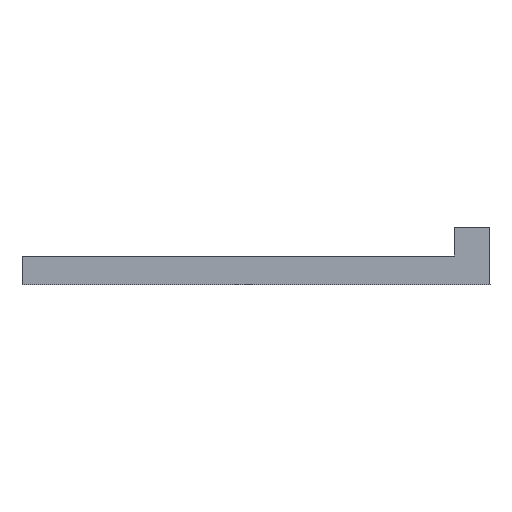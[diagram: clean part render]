
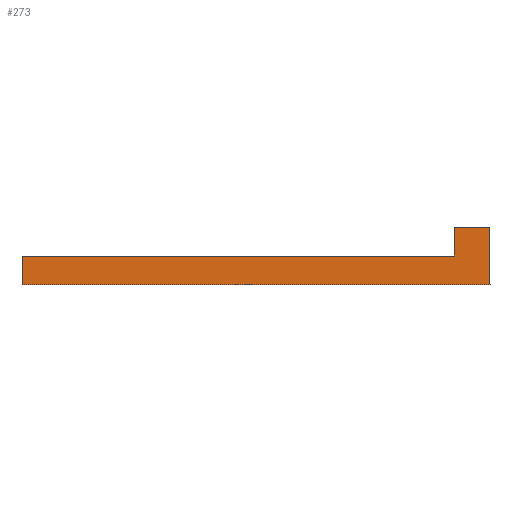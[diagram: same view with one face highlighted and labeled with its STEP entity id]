
A CAD part, front view. The second image highlights one B-rep face of the part: STEP entity #273.
In plain terms, the highlighted planar face has unit normal (0, -1, 0).
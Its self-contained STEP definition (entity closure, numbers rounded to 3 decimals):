
#218=CARTESIAN_POINT('',(352.495,1206.5,488.));
#219=DIRECTION('',(0.,-1.,0.));
#220=DIRECTION('',(1.,0.,0.));
#221=AXIS2_PLACEMENT_3D('',#218,#219,#220);
#222=PLANE('',#221);
#223=CARTESIAN_POINT('',(290.,1206.5,480.));
#224=VERTEX_POINT('',#223);
#225=CARTESIAN_POINT('',(354.989,1206.5,480.));
#226=VERTEX_POINT('',#225);
#227=CARTESIAN_POINT('',(290.,1206.5,480.));
#228=DIRECTION('',(1.,0.,-0.));
#229=VECTOR('',#228,64.989);
#230=LINE('',#227,#229);
#231=EDGE_CURVE('',#224,#226,#230,.T.);
#232=ORIENTED_EDGE('',*,*,#231,.T.);
#233=CARTESIAN_POINT('',(354.989,1206.5,488.));
#234=VERTEX_POINT('',#233);
#235=CARTESIAN_POINT('',(354.989,1206.5,488.));
#236=DIRECTION('',(-0.,-0.,-1.));
#237=VECTOR('',#236,8.);
#238=LINE('',#235,#237);
#239=EDGE_CURVE('',#234,#226,#238,.T.);
#240=ORIENTED_EDGE('',*,*,#239,.F.);
#241=CARTESIAN_POINT('',(350.,1206.5,488.));
#242=VERTEX_POINT('',#241);
#243=CARTESIAN_POINT('',(350.,1206.5,488.));
#244=DIRECTION('',(1.,0.,-0.));
#245=VECTOR('',#244,4.989);
#246=LINE('',#243,#245);
#247=EDGE_CURVE('',#242,#234,#246,.T.);
#248=ORIENTED_EDGE('',*,*,#247,.F.);
#249=CARTESIAN_POINT('',(350.,1206.5,484.));
#250=VERTEX_POINT('',#249);
#251=CARTESIAN_POINT('',(350.,1206.5,488.));
#252=DIRECTION('',(-0.,-0.,-1.));
#253=VECTOR('',#252,4.);
#254=LINE('',#251,#253);
#255=EDGE_CURVE('',#242,#250,#254,.T.);
#256=ORIENTED_EDGE('',*,*,#255,.T.);
#257=CARTESIAN_POINT('',(290.,1206.5,484.));
#258=VERTEX_POINT('',#257);
#259=CARTESIAN_POINT('',(350.,1206.5,484.));
#260=DIRECTION('',(-1.,-0.,0.));
#261=VECTOR('',#260,60.);
#262=LINE('',#259,#261);
#263=EDGE_CURVE('',#250,#258,#262,.T.);
#264=ORIENTED_EDGE('',*,*,#263,.T.);
#265=CARTESIAN_POINT('',(290.,1206.5,484.));
#266=DIRECTION('',(-0.,-0.,-1.));
#267=VECTOR('',#266,4.);
#268=LINE('',#265,#267);
#269=EDGE_CURVE('',#258,#224,#268,.T.);
#270=ORIENTED_EDGE('',*,*,#269,.T.);
#271=EDGE_LOOP('',(#232,#240,#248,#256,#264,#270));
#272=FACE_BOUND('',#271,.T.);
#273=ADVANCED_FACE('',(#272),#222,.T.);
